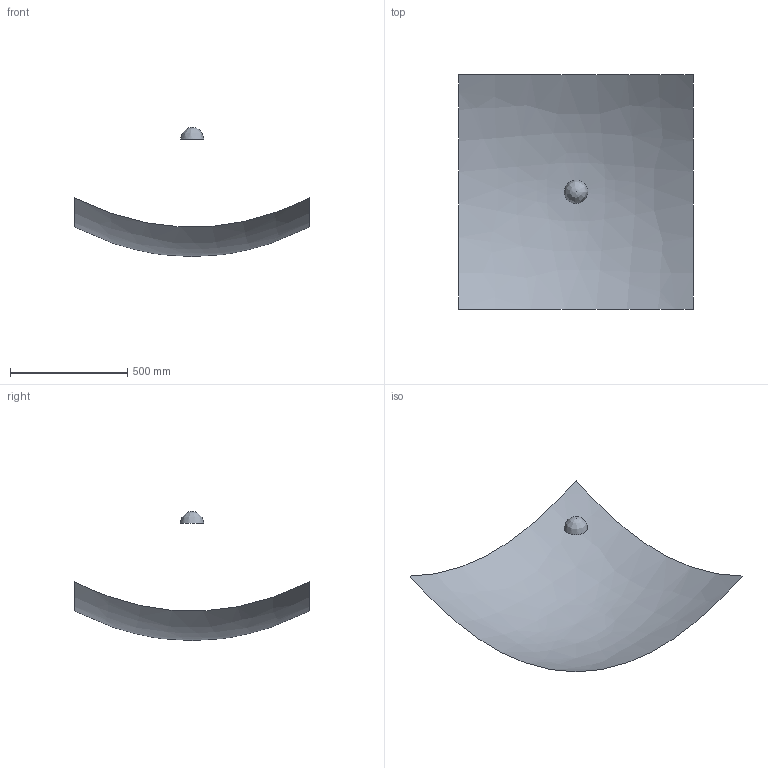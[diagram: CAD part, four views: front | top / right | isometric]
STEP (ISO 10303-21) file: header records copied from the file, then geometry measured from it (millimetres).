
FILE_DESCRIPTION(('Open CASCADE Model'),'2;1');
FILE_NAME('Open CASCADE Shape Model','2025-01-04T18:24:48',('Author'),( 'Open CASCADE'),'Open CASCADE STEP processor 7.7','Open CASCADE 7.7' ,'Unknown');
FILE_SCHEMA(('AUTOMOTIVE_DESIGN { 1 0 10303 214 1 1 1 1 }'));
Length unit declared in the file: millimetre
Products named in the file (1): COMPOUND
Bounding box: 1000 x 1000 x 550 mm (x, y, z)
Surface area: 1094744.9 mm2 (no closed solid volume)
Topology: 0 solids, 2 shells, 2 faces, 7 edges, 6 vertices
Faces by surface type: bspline 2
Entity records: 202 total; most frequent: CARTESIAN_POINT 109, DIRECTION 9, ORIENTED_EDGE 7, PCURVE 7, DEFINITIONAL_REPRESENTATION 7, LINE 7, VECTOR 7, EDGE_CURVE 6
